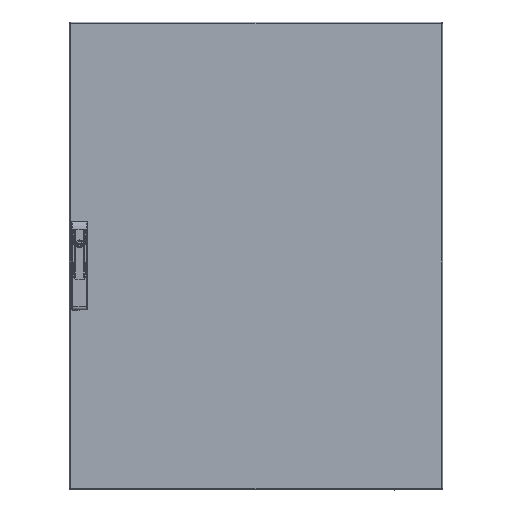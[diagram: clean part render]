
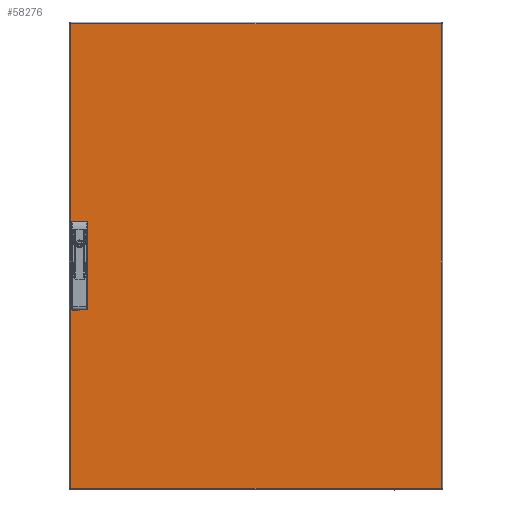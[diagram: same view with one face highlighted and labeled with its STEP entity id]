
A CAD part, top view. The second image highlights one B-rep face of the part: STEP entity #58276.
In plain terms, the highlighted planar face has unit normal (0, 0, 1).
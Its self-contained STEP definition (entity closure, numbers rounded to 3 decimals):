
#7133 = DIRECTION ( 'NONE',  ( 0., -1., 0. ) ) ;
#7137 = CARTESIAN_POINT ( 'NONE',  ( -388., 50., 0. ) ) ;
#7139 = CARTESIAN_POINT ( 'NONE',  ( -388., -50., 0. ) ) ;
#7142 = CARTESIAN_POINT ( 'NONE',  ( -380., -54.3, 0. ) ) ;
#7144 = CARTESIAN_POINT ( 'NONE',  ( -375.5, -54.3, 0. ) ) ;
#7146 = DIRECTION ( 'NONE',  ( 0., 0., 1. ) ) ;
#7148 = DIRECTION ( 'NONE',  ( 1., 0., 0. ) ) ;
#7149 = CARTESIAN_POINT ( 'NONE',  ( -388., 50., 0. ) ) ;
#7151 = DIRECTION ( 'NONE',  ( 1., 0., 0. ) ) ;
#7154 = CARTESIAN_POINT ( 'NONE',  ( -380., 50., 0. ) ) ;
#7156 = DIRECTION ( 'NONE',  ( 0., -1., 0. ) ) ;
#7159 = DIRECTION ( 'NONE',  ( -1., 0., 0. ) ) ;
#7162 = DIRECTION ( 'NONE',  ( 0., -1., 0. ) ) ;
#7165 = DIRECTION ( 'NONE',  ( 0., 1., 0. ) ) ;
#7167 = CARTESIAN_POINT ( 'NONE',  ( -363., 50., 0. ) ) ;
#7169 = CARTESIAN_POINT ( 'NONE',  ( -371., 50., 0. ) ) ;
#7171 = CARTESIAN_POINT ( 'NONE',  ( -371., 50., 0. ) ) ;
#7173 = CARTESIAN_POINT ( 'NONE',  ( -375.5, 54.3, 0. ) ) ;
#7175 = DIRECTION ( 'NONE',  ( 0., 0., 1. ) ) ;
#7177 = DIRECTION ( 'NONE',  ( 1., 0., 0. ) ) ;
#7179 = CARTESIAN_POINT ( 'NONE',  ( -371., -50., 0. ) ) ;
#7180 = DIRECTION ( 'NONE',  ( -1., 0., 0. ) ) ;
#7183 = CARTESIAN_POINT ( 'NONE',  ( -371., -54.3, 0. ) ) ;
#7185 = DIRECTION ( 'NONE',  ( 0., 1., 0. ) ) ;
#7188 = CARTESIAN_POINT ( 'NONE',  ( -394., 497.5, 0. ) ) ;
#7189 = DIRECTION ( 'NONE',  ( 1., 0., 0. ) ) ;
#7191 = CARTESIAN_POINT ( 'NONE',  ( -394., -494.5, 0. ) ) ;
#7193 = DIRECTION ( 'NONE',  ( 0., 1., 0. ) ) ;
#7197 = DIRECTION ( 'NONE',  ( 0., -1., 0. ) ) ;
#7201 = DIRECTION ( 'NONE',  ( 1., 0., 0. ) ) ;
#7205 = CARTESIAN_POINT ( 'NONE',  ( 394., -497.5, 0. ) ) ;
#7208 = DIRECTION ( 'NONE',  ( 0., 1., 0. ) ) ;
#7209 = CARTESIAN_POINT ( 'NONE',  ( 394., 494.5, 0. ) ) ;
#7212 = DIRECTION ( 'NONE',  ( -1., 0., 0. ) ) ;
#15442 = CARTESIAN_POINT ( 'NONE',  ( 0., 0., 0. ) ) ;
#15455 = PLANE ( 'NONE',  #62327 ) ;
#15471 = DIRECTION ( 'NONE',  ( 0., 0., 1. ) ) ;
#15474 = DIRECTION ( 'NONE',  ( 1., 0., 0. ) ) ;
#23781 = VERTEX_POINT ( 'NONE', #32908 ) ;
#23782 = VERTEX_POINT ( 'NONE', #32909 ) ;
#23795 = VERTEX_POINT ( 'NONE', #32922 ) ;
#23796 = VERTEX_POINT ( 'NONE', #32923 ) ;
#23797 = VERTEX_POINT ( 'NONE', #32924 ) ;
#23798 = VERTEX_POINT ( 'NONE', #32925 ) ;
#23799 = VERTEX_POINT ( 'NONE', #32926 ) ;
#23800 = VERTEX_POINT ( 'NONE', #32927 ) ;
#23801 = VERTEX_POINT ( 'NONE', #32928 ) ;
#23802 = VERTEX_POINT ( 'NONE', #32929 ) ;
#23803 = VERTEX_POINT ( 'NONE', #32930 ) ;
#23804 = VERTEX_POINT ( 'NONE', #32931 ) ;
#23805 = VERTEX_POINT ( 'NONE', #32932 ) ;
#23809 = VERTEX_POINT ( 'NONE', #32936 ) ;
#23811 = VERTEX_POINT ( 'NONE', #32938 ) ;
#23812 = VERTEX_POINT ( 'NONE', #32939 ) ;
#24129 = CIRCLE ( 'NONE', #63025, 4.5 ) ;
#24137 = LINE ( 'NONE', #7142, #24144 ) ;
#24141 = LINE ( 'NONE', #7139, #24147 ) ;
#24142 = LINE ( 'NONE', #7137, #24151 ) ;
#24144 = VECTOR ( 'NONE', #7133, 1000. ) ;
#24146 = LINE ( 'NONE', #7149, #24155 ) ;
#24147 = VECTOR ( 'NONE', #7151, 1000. ) ;
#24149 = LINE ( 'NONE', #7154, #24158 ) ;
#24151 = VECTOR ( 'NONE', #7156, 1000. ) ;
#24153 = CIRCLE ( 'NONE', #63027, 4.5 ) ;
#24155 = VECTOR ( 'NONE', #7159, 1000. ) ;
#24156 = LINE ( 'NONE', #7171, #24164 ) ;
#24158 = VECTOR ( 'NONE', #7162, 1000. ) ;
#24160 = LINE ( 'NONE', #7169, #24168 ) ;
#24162 = LINE ( 'NONE', #7167, #24171 ) ;
#24164 = VECTOR ( 'NONE', #7165, 1000. ) ;
#24166 = LINE ( 'NONE', #7179, #24175 ) ;
#24168 = VECTOR ( 'NONE', #7180, 1000. ) ;
#24170 = LINE ( 'NONE', #7183, #24179 ) ;
#24171 = VECTOR ( 'NONE', #7185, 1000. ) ;
#24173 = LINE ( 'NONE', #7188, #24183 ) ;
#24175 = VECTOR ( 'NONE', #7189, 1000. ) ;
#24177 = LINE ( 'NONE', #7191, #24186 ) ;
#24179 = VECTOR ( 'NONE', #7193, 1000. ) ;
#24183 = VECTOR ( 'NONE', #7197, 1000. ) ;
#24185 = LINE ( 'NONE', #7205, #24190 ) ;
#24186 = VECTOR ( 'NONE', #7201, 1000. ) ;
#24188 = LINE ( 'NONE', #7209, #24193 ) ;
#24190 = VECTOR ( 'NONE', #7208, 1000. ) ;
#24193 = VECTOR ( 'NONE', #7212, 1000. ) ;
#29257 = FACE_BOUND ( 'NONE', #51681, .T. ) ;
#29285 = FACE_OUTER_BOUND ( 'NONE', #51682, .T. ) ;
#32908 = CARTESIAN_POINT ( 'NONE',  ( -388., 50., 0. ) ) ;
#32909 = CARTESIAN_POINT ( 'NONE',  ( -380., -54.3, 0. ) ) ;
#32922 = CARTESIAN_POINT ( 'NONE',  ( -380., -50., 0. ) ) ;
#32923 = CARTESIAN_POINT ( 'NONE',  ( -371., -54.3, 0. ) ) ;
#32924 = CARTESIAN_POINT ( 'NONE',  ( -380., 50., 0. ) ) ;
#32925 = CARTESIAN_POINT ( 'NONE',  ( -388., -50., 0. ) ) ;
#32926 = CARTESIAN_POINT ( 'NONE',  ( -380., 54.3, 0. ) ) ;
#32927 = CARTESIAN_POINT ( 'NONE',  ( -371., 54.3, 0. ) ) ;
#32928 = CARTESIAN_POINT ( 'NONE',  ( -371., 50., 0. ) ) ;
#32929 = CARTESIAN_POINT ( 'NONE',  ( -363., 50., 0. ) ) ;
#32930 = CARTESIAN_POINT ( 'NONE',  ( -363., -50., 0. ) ) ;
#32931 = CARTESIAN_POINT ( 'NONE',  ( -371., -50., 0. ) ) ;
#32932 = CARTESIAN_POINT ( 'NONE',  ( -394., 494.5, 0. ) ) ;
#32936 = CARTESIAN_POINT ( 'NONE',  ( -394., -494.5, 0. ) ) ;
#32938 = CARTESIAN_POINT ( 'NONE',  ( 394., -494.5, 0. ) ) ;
#32939 = CARTESIAN_POINT ( 'NONE',  ( 394., 494.5, 0. ) ) ;
#51681 = EDGE_LOOP ( 'NONE', ( #56835, #56836, #56837, #56838, #56839, #56840, #56841, #56842, #56843, #56844, #56845, #56846 ) ) ;
#51682 = EDGE_LOOP ( 'NONE', ( #56847, #56848, #56849, #56850 ) ) ;
#56835 = ORIENTED_EDGE ( 'NONE', *, *, #59610, .F. ) ;
#56836 = ORIENTED_EDGE ( 'NONE', *, *, #59611, .F. ) ;
#56837 = ORIENTED_EDGE ( 'NONE', *, *, #59612, .F. ) ;
#56838 = ORIENTED_EDGE ( 'NONE', *, *, #59613, .F. ) ;
#56839 = ORIENTED_EDGE ( 'NONE', *, *, #59614, .F. ) ;
#56840 = ORIENTED_EDGE ( 'NONE', *, *, #59615, .F. ) ;
#56841 = ORIENTED_EDGE ( 'NONE', *, *, #59616, .F. ) ;
#56842 = ORIENTED_EDGE ( 'NONE', *, *, #59617, .F. ) ;
#56843 = ORIENTED_EDGE ( 'NONE', *, *, #59618, .F. ) ;
#56844 = ORIENTED_EDGE ( 'NONE', *, *, #59619, .F. ) ;
#56845 = ORIENTED_EDGE ( 'NONE', *, *, #59620, .F. ) ;
#56846 = ORIENTED_EDGE ( 'NONE', *, *, #59621, .F. ) ;
#56847 = ORIENTED_EDGE ( 'NONE', *, *, #59622, .T. ) ;
#56848 = ORIENTED_EDGE ( 'NONE', *, *, #59623, .T. ) ;
#56849 = ORIENTED_EDGE ( 'NONE', *, *, #59624, .T. ) ;
#56850 = ORIENTED_EDGE ( 'NONE', *, *, #59625, .T. ) ;
#58276 = ADVANCED_FACE ( 'NONE', ( #29257, #29285 ), #15455, .T. ) ;
#59610 = EDGE_CURVE ( 'NONE', #23782, #23796, #24129, .T. ) ;
#59611 = EDGE_CURVE ( 'NONE', #23795, #23782, #24137, .T. ) ;
#59612 = EDGE_CURVE ( 'NONE', #23798, #23795, #24141, .T. ) ;
#59613 = EDGE_CURVE ( 'NONE', #23781, #23798, #24142, .T. ) ;
#59614 = EDGE_CURVE ( 'NONE', #23797, #23781, #24146, .T. ) ;
#59615 = EDGE_CURVE ( 'NONE', #23799, #23797, #24149, .T. ) ;
#59616 = EDGE_CURVE ( 'NONE', #23800, #23799, #24153, .T. ) ;
#59617 = EDGE_CURVE ( 'NONE', #23801, #23800, #24156, .T. ) ;
#59618 = EDGE_CURVE ( 'NONE', #23802, #23801, #24160, .T. ) ;
#59619 = EDGE_CURVE ( 'NONE', #23803, #23802, #24162, .T. ) ;
#59620 = EDGE_CURVE ( 'NONE', #23804, #23803, #24166, .T. ) ;
#59621 = EDGE_CURVE ( 'NONE', #23796, #23804, #24170, .T. ) ;
#59622 = EDGE_CURVE ( 'NONE', #23805, #23809, #24173, .T. ) ;
#59623 = EDGE_CURVE ( 'NONE', #23809, #23811, #24177, .T. ) ;
#59624 = EDGE_CURVE ( 'NONE', #23811, #23812, #24185, .T. ) ;
#59625 = EDGE_CURVE ( 'NONE', #23812, #23805, #24188, .T. ) ;
#62327 = AXIS2_PLACEMENT_3D ( 'NONE', #15442, #15471, #15474 ) ;
#63025 = AXIS2_PLACEMENT_3D ( 'NONE', #7144, #7146, #7148 ) ;
#63027 = AXIS2_PLACEMENT_3D ( 'NONE', #7173, #7175, #7177 ) ;
